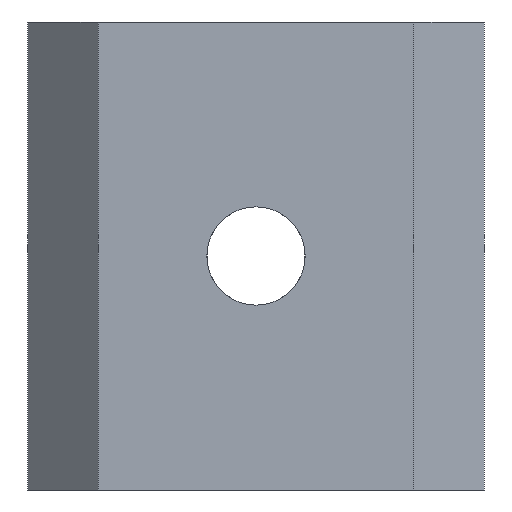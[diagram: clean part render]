
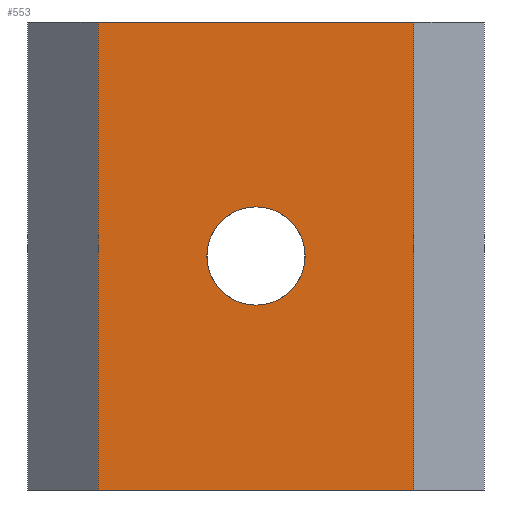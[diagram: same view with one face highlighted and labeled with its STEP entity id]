
A CAD part, front view. The second image highlights one B-rep face of the part: STEP entity #553.
In plain terms, the highlighted planar face has unit normal (0, -1, 0).
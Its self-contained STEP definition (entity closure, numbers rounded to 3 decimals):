
#6 = VECTOR ( 'NONE', #297, 1000. ) ;
#35 = DIRECTION ( 'NONE',  ( 0., 1., 0. ) ) ;
#39 = ORIENTED_EDGE ( 'NONE', *, *, #362, .T. ) ;
#59 = VECTOR ( 'NONE', #517, 1000. ) ;
#76 = VERTEX_POINT ( 'NONE', #648 ) ;
#77 = CARTESIAN_POINT ( 'NONE',  ( -6.75, -10.6, 10. ) ) ;
#81 = CARTESIAN_POINT ( 'NONE',  ( 0., -10.6, 0. ) ) ;
#116 = LINE ( 'NONE', #658, #713 ) ;
#119 = CARTESIAN_POINT ( 'NONE',  ( -6.75, -10.6, 10. ) ) ;
#129 = DIRECTION ( 'NONE',  ( 0., 1., 0. ) ) ;
#143 = EDGE_CURVE ( 'NONE', #76, #725, #196, .T. ) ;
#153 = AXIS2_PLACEMENT_3D ( 'NONE', #81, #481, #317 ) ;
#168 = FACE_OUTER_BOUND ( 'NONE', #447, .T. ) ;
#187 = CARTESIAN_POINT ( 'NONE',  ( -6.75, -10.6, -10. ) ) ;
#192 = CARTESIAN_POINT ( 'NONE',  ( 6.75, -10.6, 10. ) ) ;
#196 = LINE ( 'NONE', #192, #59 ) ;
#209 = ORIENTED_EDGE ( 'NONE', *, *, #734, .T. ) ;
#220 = AXIS2_PLACEMENT_3D ( 'NONE', #77, #129, #523 ) ;
#225 = ORIENTED_EDGE ( 'NONE', *, *, #749, .T. ) ;
#252 = CARTESIAN_POINT ( 'NONE',  ( 6.75, -10.6, -10. ) ) ;
#277 = VECTOR ( 'NONE', #399, 1000. ) ;
#297 = DIRECTION ( 'NONE',  ( 1., 0., 0. ) ) ;
#298 = EDGE_CURVE ( 'NONE', #306, #76, #435, .T. ) ;
#306 = VERTEX_POINT ( 'NONE', #570 ) ;
#317 = DIRECTION ( 'NONE',  ( 0., 0., 1. ) ) ;
#319 = VERTEX_POINT ( 'NONE', #187 ) ;
#330 = FACE_BOUND ( 'NONE', #470, .T. ) ;
#337 = AXIS2_PLACEMENT_3D ( 'NONE', #368, #35, #423 ) ;
#362 = EDGE_CURVE ( 'NONE', #537, #386, #596, .T. ) ;
#368 = CARTESIAN_POINT ( 'NONE',  ( 0., -10.6, 0. ) ) ;
#386 = VERTEX_POINT ( 'NONE', #671 ) ;
#399 = DIRECTION ( 'NONE',  ( 1., 0., 0. ) ) ;
#423 = DIRECTION ( 'NONE',  ( 0., 0., 1. ) ) ;
#434 = CIRCLE ( 'NONE', #337, 2.1 ) ;
#435 = LINE ( 'NONE', #119, #277 ) ;
#444 = LINE ( 'NONE', #649, #6 ) ;
#447 = EDGE_LOOP ( 'NONE', ( #557, #591, #519, #225 ) ) ;
#470 = EDGE_LOOP ( 'NONE', ( #209, #39 ) ) ;
#481 = DIRECTION ( 'NONE',  ( 0., 1., 0. ) ) ;
#517 = DIRECTION ( 'NONE',  ( 0., 0., -1. ) ) ;
#519 = ORIENTED_EDGE ( 'NONE', *, *, #298, .F. ) ;
#523 = DIRECTION ( 'NONE',  ( -1., 0., 0. ) ) ;
#537 = VERTEX_POINT ( 'NONE', #573 ) ;
#553 = ADVANCED_FACE ( 'NONE', ( #330, #168 ), #641, .F. ) ;
#554 = EDGE_CURVE ( 'NONE', #319, #725, #444, .T. ) ;
#557 = ORIENTED_EDGE ( 'NONE', *, *, #554, .T. ) ;
#570 = CARTESIAN_POINT ( 'NONE',  ( -6.75, -10.6, 10. ) ) ;
#573 = CARTESIAN_POINT ( 'NONE',  ( 0., -10.6, -2.1 ) ) ;
#591 = ORIENTED_EDGE ( 'NONE', *, *, #143, .F. ) ;
#595 = DIRECTION ( 'NONE',  ( 0., 0., -1. ) ) ;
#596 = CIRCLE ( 'NONE', #153, 2.1 ) ;
#641 = PLANE ( 'NONE',  #220 ) ;
#648 = CARTESIAN_POINT ( 'NONE',  ( 6.75, -10.6, 10. ) ) ;
#649 = CARTESIAN_POINT ( 'NONE',  ( -6.75, -10.6, -10. ) ) ;
#658 = CARTESIAN_POINT ( 'NONE',  ( -6.75, -10.6, 10. ) ) ;
#671 = CARTESIAN_POINT ( 'NONE',  ( 0., -10.6, 2.1 ) ) ;
#713 = VECTOR ( 'NONE', #595, 1000. ) ;
#725 = VERTEX_POINT ( 'NONE', #252 ) ;
#734 = EDGE_CURVE ( 'NONE', #386, #537, #434, .T. ) ;
#749 = EDGE_CURVE ( 'NONE', #306, #319, #116, .T. ) ;
